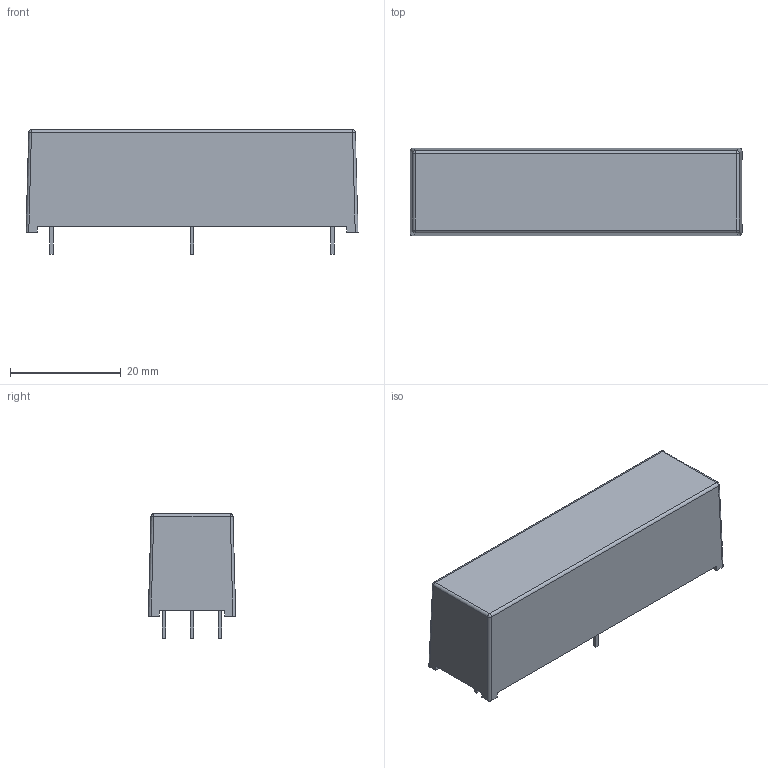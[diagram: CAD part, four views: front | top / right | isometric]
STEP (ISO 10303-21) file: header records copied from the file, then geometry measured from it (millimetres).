
FILE_DESCRIPTION((''),'2;1');
FILE_NAME('REL_CYNERGY3_D-STANDARD.stp','2011-02-02T14:33:07',(''),(''),'Mechanical Desktop 2011','Mechanical Desktop 2011',', , ');
FILE_SCHEMA(('AUTOMOTIVE_DESIGN { 1 2 10303 214 1 1 1 1 }'));
Length unit declared in the file: millimetre
Products named in the file (1): Product
Bounding box: 60 x 15.8 x 22.5 mm (x, y, z)
Volume: 15909.6 mm3; surface area: 4474.5 mm2
Topology: 5 solids, 5 shells, 54 faces, 124 edges, 76 vertices
Faces by surface type: bspline 29, plane 13, cylinder 8, sphere 4
Entity records: 1512 total; most frequent: CARTESIAN_POINT 338, ORIENTED_EDGE 240, DIRECTION 188, EDGE_CURVE 120, VECTOR 104, LINE 104, VERTEX_POINT 76, EDGE_LOOP 54
